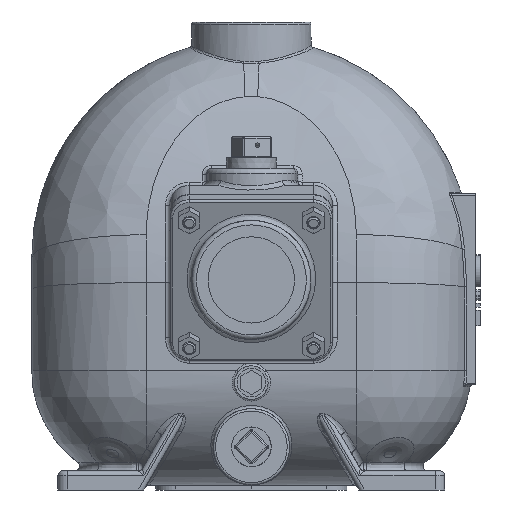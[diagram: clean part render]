
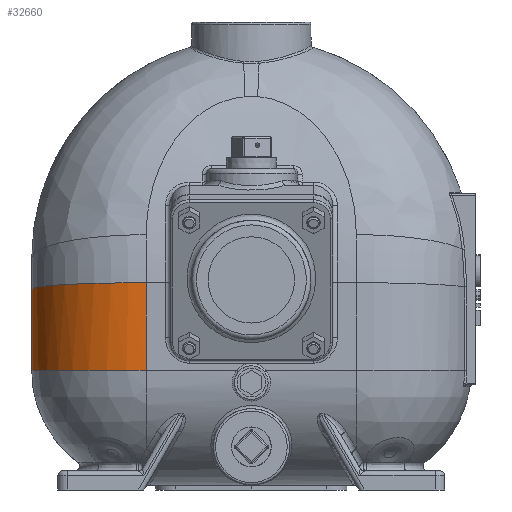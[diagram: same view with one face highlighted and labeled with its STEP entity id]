
A CAD part, front view. The second image highlights one B-rep face of the part: STEP entity #32660.
In plain terms, the highlighted cylindrical face has radius 76.2 mm (diameter 152.4 mm), a partial arc.
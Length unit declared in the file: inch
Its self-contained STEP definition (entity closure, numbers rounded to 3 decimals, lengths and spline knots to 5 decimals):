
#940=B_SPLINE_CURVE_WITH_KNOTS('',3,(#66212,#66213,#66214,#66215,#66216,
#66217,#66218,#66219,#66220,#66221,#66222,#66223,#66224,#66225,#66226,#66227,
#66228,#66229),.UNSPECIFIED.,.F.,.F.,(4,1,1,1,1,1,1,1,1,1,1,1,1,1,1,4),
(0.,0.01489,0.02234,0.02978,0.04467,
0.05212,0.05957,0.06701,0.07446,
0.0819,0.08935,0.09679,0.10424,
0.11169,0.11541,0.11913),.UNSPECIFIED.);
#2060=CYLINDRICAL_SURFACE('',#49736,3.);
#2764=CIRCLE('',#49712,3.);
#5655=ORIENTED_EDGE('',*,*,#15059,.T.);
#5656=ORIENTED_EDGE('',*,*,#15082,.F.);
#5657=ORIENTED_EDGE('',*,*,#15083,.T.);
#5658=ORIENTED_EDGE('',*,*,#15084,.F.);
#15059=EDGE_CURVE('',#19826,#19827,#2764,.F.);
#15082=EDGE_CURVE('',#19840,#19827,#22785,.F.);
#15083=EDGE_CURVE('',#19840,#19841,#940,.T.);
#15084=EDGE_CURVE('',#19826,#19841,#22786,.T.);
#19826=VERTEX_POINT('',#66085);
#19827=VERTEX_POINT('',#66086);
#19840=VERTEX_POINT('',#66211);
#19841=VERTEX_POINT('',#66230);
#22785=LINE('',#66210,#24968);
#22786=LINE('',#66231,#24969);
#24968=VECTOR('',#54337,39.37008);
#24969=VECTOR('',#54338,39.37008);
#27176=EDGE_LOOP('',(#5655,#5656,#5657,#5658));
#29578=FACE_BOUND('',#27176,.T.);
#32660=ADVANCED_FACE('',(#29578),#2060,.T.);
#49712=AXIS2_PLACEMENT_3D('',#66084,#54284,#54285);
#49736=AXIS2_PLACEMENT_3D('',#66209,#54335,#54336);
#54284=DIRECTION('',(0.,0.,-1.));
#54285=DIRECTION('',(-1.,0.,0.));
#54335=DIRECTION('',(0.,0.,-1.));
#54336=DIRECTION('',(-1.,0.,0.));
#54337=DIRECTION('',(0.,0.,1.));
#54338=DIRECTION('',(0.,0.,1.));
#66084=CARTESIAN_POINT('',(-2.75,-3.17114,-1.62));
#66085=CARTESIAN_POINT('',(-5.75,-3.17114,-1.62));
#66086=CARTESIAN_POINT('',(-2.75,-6.17114,-1.62));
#66209=CARTESIAN_POINT('',(-2.75,-3.17114,1.3175));
#66210=CARTESIAN_POINT('',(-2.75,-6.17114,-1.62));
#66211=CARTESIAN_POINT('',(-2.75,-6.17114,0.67471));
#66212=CARTESIAN_POINT('',(-2.75,-6.17114,0.67471));
#66213=CARTESIAN_POINT('',(-2.94824,-6.17114,0.67471));
#66214=CARTESIAN_POINT('',(-3.24066,-6.14194,0.67318));
#66215=CARTESIAN_POINT('',(-3.62086,-6.04708,0.66821));
#66216=CARTESIAN_POINT('',(-3.99488,-5.9131,0.66115));
#66217=CARTESIAN_POINT('',(-4.33838,-5.72937,0.65142));
#66218=CARTESIAN_POINT('',(-4.65651,-5.49379,0.6388));
#66219=CARTESIAN_POINT('',(-4.87514,-5.29539,0.62809));
#66220=CARTESIAN_POINT('',(-5.07172,-5.07853,0.61628));
#66221=CARTESIAN_POINT('',(-5.24726,-4.84237,0.60329));
#66222=CARTESIAN_POINT('',(-5.4002,-4.58731,0.5891));
#66223=CARTESIAN_POINT('',(-5.52535,-4.32255,0.57419));
#66224=CARTESIAN_POINT('',(-5.62436,-4.04695,0.55847));
#66225=CARTESIAN_POINT('',(-5.69681,-3.75909,0.54183));
#66226=CARTESIAN_POINT('',(-5.73301,-3.51532,0.52754));
#66227=CARTESIAN_POINT('',(-5.74756,-3.3195,0.51592));
#66228=CARTESIAN_POINT('',(-5.75,-3.2199,0.50997));
#66229=CARTESIAN_POINT('',(-5.75,-3.17114,0.50704));
#66230=CARTESIAN_POINT('',(-5.75,-3.17114,0.50704));
#66231=CARTESIAN_POINT('',(-5.75,-3.17114,0.67471));
